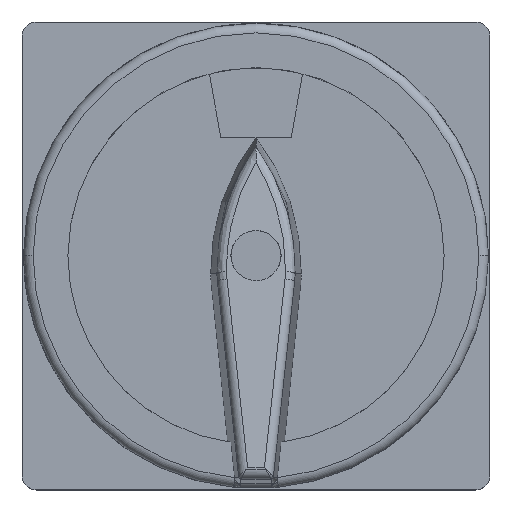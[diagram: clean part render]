
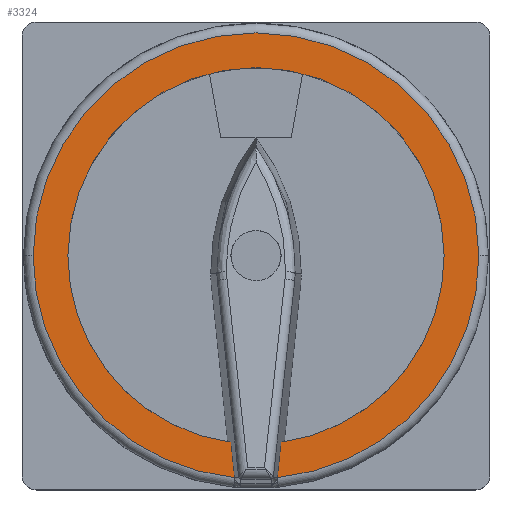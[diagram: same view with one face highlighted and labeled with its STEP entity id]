
A CAD part, top view. The second image highlights one B-rep face of the part: STEP entity #3324.
In plain terms, the highlighted planar face has unit normal (0, 0, 1).
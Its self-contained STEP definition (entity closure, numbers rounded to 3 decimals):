
#245 = ORIENTED_EDGE ( 'NONE', *, *, #2178, .T. ) ;
#524 = VERTEX_POINT ( 'NONE', #1007 ) ;
#537 = ORIENTED_EDGE ( 'NONE', *, *, #1514, .T. ) ;
#750 = VECTOR ( 'NONE', #3145, 1000. ) ;
#770 = AXIS2_PLACEMENT_3D ( 'NONE', #1977, #5883, #2535 ) ;
#779 = DIRECTION ( 'NONE',  ( 0., 0., 1. ) ) ;
#788 = CARTESIAN_POINT ( 'NONE',  ( 38.578, 31.866, 23.41 ) ) ;
#789 = ORIENTED_EDGE ( 'NONE', *, *, #5565, .T. ) ;
#818 = DIRECTION ( 'NONE',  ( 0., 0., 1. ) ) ;
#953 = CARTESIAN_POINT ( 'NONE',  ( 29.023, 6.597, 23.41 ) ) ;
#1007 = CARTESIAN_POINT ( 'NONE',  ( 35.459, 1.683, 23.41 ) ) ;
#1017 = CARTESIAN_POINT ( 'NONE',  ( 58.625, 32.495, 23.41 ) ) ;
#1052 = CARTESIAN_POINT ( 'NONE',  ( 32.495, 32.495, 23.41 ) ) ;
#1138 = ORIENTED_EDGE ( 'NONE', *, *, #1536, .F. ) ;
#1473 = CARTESIAN_POINT ( 'NONE',  ( 1.541, 32.495, 23.41 ) ) ;
#1514 = EDGE_CURVE ( 'NONE', #5517, #524, #5542, .T. ) ;
#1536 = EDGE_CURVE ( 'NONE', #3460, #5447, #7115, .T. ) ;
#1778 = AXIS2_PLACEMENT_3D ( 'NONE', #4169, #818, #4741 ) ;
#1832 = CIRCLE ( 'NONE', #5073, 30.954 ) ;
#1900 = DIRECTION ( 'NONE',  ( -0.103, -0.995, 0. ) ) ;
#1977 = CARTESIAN_POINT ( 'NONE',  ( 32.495, 32.495, 23.41 ) ) ;
#2165 = EDGE_LOOP ( 'NONE', ( #537, #7072, #4173, #245, #789, #5088, #1138, #4553 ) ) ;
#2178 = EDGE_CURVE ( 'NONE', #2179, #7023, #5050, .T. ) ;
#2179 = VERTEX_POINT ( 'NONE', #1473 ) ;
#2190 = PLANE ( 'NONE',  #3940 ) ;
#2369 = CIRCLE ( 'NONE', #7105, 26.13 ) ;
#2404 = AXIS2_PLACEMENT_3D ( 'NONE', #6509, #3169, #7008 ) ;
#2535 = DIRECTION ( 'NONE',  ( 1., 0., 0. ) ) ;
#2752 = DIRECTION ( 'NONE',  ( 1., 0., 0. ) ) ;
#2833 = DIRECTION ( 'NONE',  ( 0., 0., 1. ) ) ;
#2988 = CARTESIAN_POINT ( 'NONE',  ( 29.531, 1.683, 23.41 ) ) ;
#3145 = DIRECTION ( 'NONE',  ( -0.103, 0.995, 0. ) ) ;
#3157 = CARTESIAN_POINT ( 'NONE',  ( 32.495, 32.495, 23.41 ) ) ;
#3169 = DIRECTION ( 'NONE',  ( 0., 0., 1. ) ) ;
#3324 = ADVANCED_FACE ( 'NONE', ( #6872 ), #2190, .T. ) ;
#3460 = VERTEX_POINT ( 'NONE', #1017 ) ;
#3644 = CARTESIAN_POINT ( 'NONE',  ( 35.967, 6.597, 23.41 ) ) ;
#3652 = EDGE_CURVE ( 'NONE', #5517, #3460, #2369, .T. ) ;
#3725 = DIRECTION ( 'NONE',  ( 1., 0., 0. ) ) ;
#3940 = AXIS2_PLACEMENT_3D ( 'NONE', #1052, #6094, #2752 ) ;
#4045 = VECTOR ( 'NONE', #1900, 1000. ) ;
#4130 = CARTESIAN_POINT ( 'NONE',  ( 32.495, 32.495, 23.41 ) ) ;
#4169 = CARTESIAN_POINT ( 'NONE',  ( 32.495, 32.495, 23.41 ) ) ;
#4173 = ORIENTED_EDGE ( 'NONE', *, *, #5431, .T. ) ;
#4389 = VERTEX_POINT ( 'NONE', #5603 ) ;
#4553 = ORIENTED_EDGE ( 'NONE', *, *, #3652, .F. ) ;
#4694 = EDGE_CURVE ( 'NONE', #524, #4389, #1832, .T. ) ;
#4708 = DIRECTION ( 'NONE',  ( 1., 0., 0. ) ) ;
#4741 = DIRECTION ( 'NONE',  ( 1., 0., 0. ) ) ;
#4815 = AXIS2_PLACEMENT_3D ( 'NONE', #4130, #779, #4708 ) ;
#4874 = CARTESIAN_POINT ( 'NONE',  ( 6.365, 32.495, 23.41 ) ) ;
#5050 = CIRCLE ( 'NONE', #770, 30.954 ) ;
#5073 = AXIS2_PLACEMENT_3D ( 'NONE', #3157, #6994, #3725 ) ;
#5088 = ORIENTED_EDGE ( 'NONE', *, *, #5209, .F. ) ;
#5209 = EDGE_CURVE ( 'NONE', #5447, #5444, #5478, .T. ) ;
#5385 = CARTESIAN_POINT ( 'NONE',  ( 26.412, 31.866, 23.41 ) ) ;
#5431 = EDGE_CURVE ( 'NONE', #4389, #2179, #7128, .T. ) ;
#5444 = VERTEX_POINT ( 'NONE', #953 ) ;
#5447 = VERTEX_POINT ( 'NONE', #4874 ) ;
#5478 = CIRCLE ( 'NONE', #4815, 26.13 ) ;
#5517 = VERTEX_POINT ( 'NONE', #3644 ) ;
#5542 = LINE ( 'NONE', #788, #4045 ) ;
#5565 = EDGE_CURVE ( 'NONE', #7023, #5444, #6327, .T. ) ;
#5603 = CARTESIAN_POINT ( 'NONE',  ( 63.449, 32.495, 23.41 ) ) ;
#5883 = DIRECTION ( 'NONE',  ( 0., 0., 1. ) ) ;
#6094 = DIRECTION ( 'NONE',  ( 0., 0., 1. ) ) ;
#6170 = CARTESIAN_POINT ( 'NONE',  ( 32.495, 32.495, 23.41 ) ) ;
#6327 = LINE ( 'NONE', #5385, #750 ) ;
#6509 = CARTESIAN_POINT ( 'NONE',  ( 32.495, 32.495, 23.41 ) ) ;
#6712 = DIRECTION ( 'NONE',  ( 1., 0., 0. ) ) ;
#6872 = FACE_OUTER_BOUND ( 'NONE', #2165, .T. ) ;
#6994 = DIRECTION ( 'NONE',  ( 0., 0., 1. ) ) ;
#7008 = DIRECTION ( 'NONE',  ( 1., 0., 0. ) ) ;
#7023 = VERTEX_POINT ( 'NONE', #2988 ) ;
#7072 = ORIENTED_EDGE ( 'NONE', *, *, #4694, .T. ) ;
#7105 = AXIS2_PLACEMENT_3D ( 'NONE', #6170, #2833, #6712 ) ;
#7115 = CIRCLE ( 'NONE', #1778, 26.13 ) ;
#7128 = CIRCLE ( 'NONE', #2404, 30.954 ) ;
